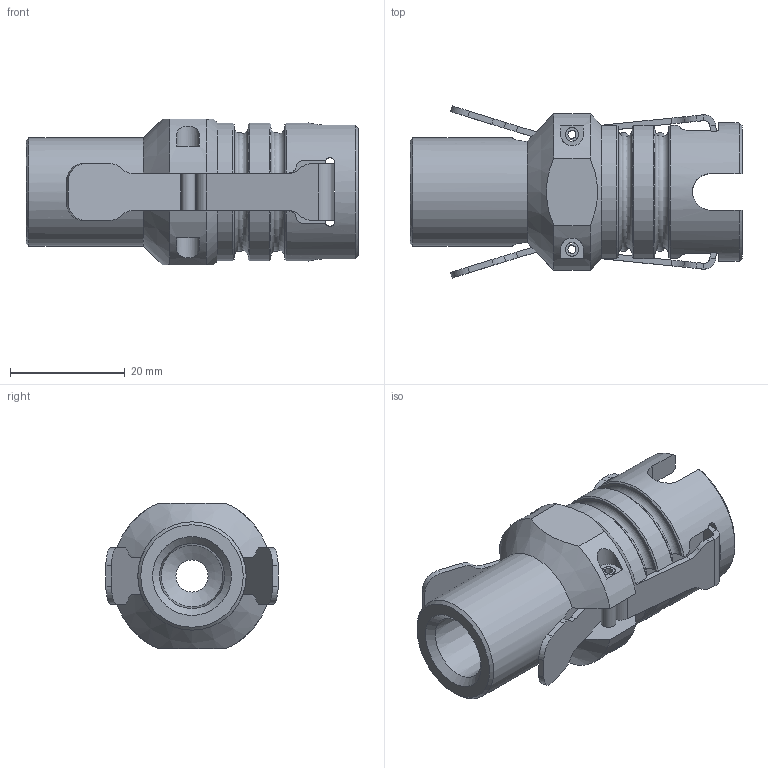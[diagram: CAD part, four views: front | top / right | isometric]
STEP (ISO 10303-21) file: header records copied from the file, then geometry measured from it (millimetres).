
FILE_DESCRIPTION(/* description */ ('VDA 16 CONNECTOR'),/* implementation_level */ '2;1');
FILE_NAME(/* name */ 'VDA006041_CAD.stp',/* time_stamp */ '2021-12-01T12:20:36-06:00',/* author */ ('scott.gulden'),/* organization */ ('FASTEST'),/* preprocessor_version */ 'ST-DEVELOPER v17.2',/* originating_system */ 'Autodesk Inventor 2019',/* authorisation */ 'JKC');
FILE_SCHEMA (('AUTOMOTIVE_DESIGN { 1 0 10303 214 3 1 1 }'));
Length unit declared in the file: inch
Products named in the file (5): VDA006041_CAD; 5VDA00605041_CAD; RP0940625; 5VDA00603; 1017U70
Assembly tree (7 placements, depth 2):
  VDA006041_CAD
    5VDA00605041_CAD
    1017U70  x2
    RP0940625  x2
    5VDA00603  x2
Bounding box: 57.78 x 29.97 x 25.4 mm (x, y, z)
Volume: 16480.5 mm3; surface area: 10644.5 mm2
Topology: 7 solids, 7 shells, 249 faces, 674 edges, 441 vertices
Faces by surface type: plane 120, cylinder 94, cone 25, torus 10
Full cylindrical faces by diameter (mm): 2.381 x4, 5.588 x1, 9.525 x1, 10.592 x2, 10.719 x1, 13.894 x1, 18.847 x1, 24.105 x1
Entity records: 7005 total; most frequent: CARTESIAN_POINT 1745, ORIENTED_EDGE 1092, DIRECTION 1067, EDGE_CURVE 546, AXIS2_PLACEMENT_3D 406, VERTEX_POINT 364, LINE 255, VECTOR 255
